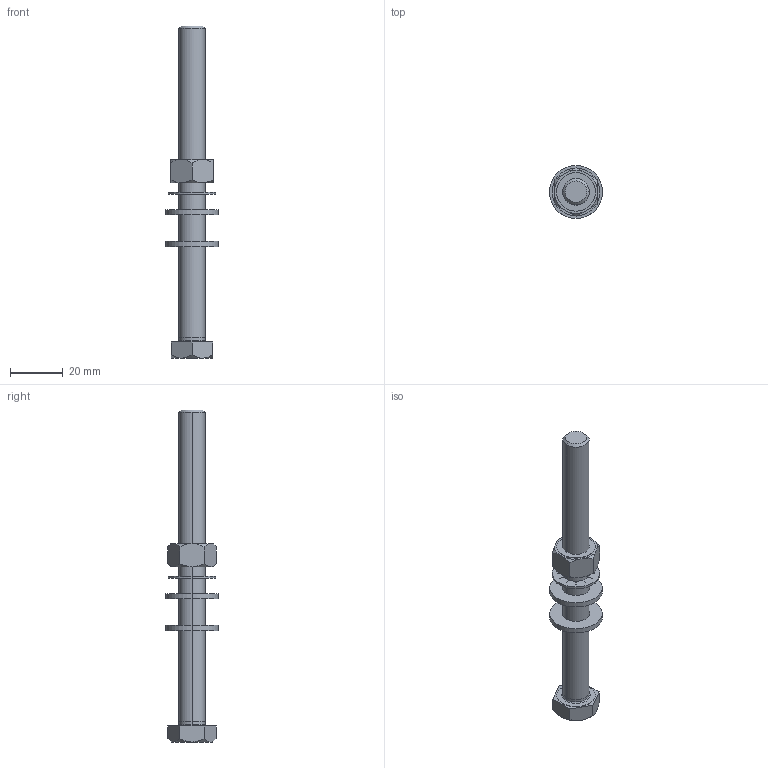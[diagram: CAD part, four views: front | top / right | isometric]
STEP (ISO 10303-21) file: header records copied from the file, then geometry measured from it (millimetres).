
FILE_DESCRIPTION((''),'2;1');
FILE_NAME('3160793_ASM','2013-02-14T',('AndreasKeweloh'),(''),'PRO/ENGINEER BY PARAMETRIC TECHNOLOGY CORPORATION, 2012360','PRO/ENGINEER BY PARAMETRIC TECHNOLOGY CORPORATION, 2012360','');
FILE_SCHEMA(('CONFIG_CONTROL_DESIGN'));
Length unit declared in the file: millimetre
Products named in the file (5): DEI4017_A_100_100_88; DEI7089_100_ST; D6798_J_105_ST; DEI4032_MT_100_8; 3160793_ASM
Assembly tree (5 placements, depth 2):
  3160793_ASM
    DEI4017_A_100_100_88
    DEI7089_100_ST  x2
    D6798_J_105_ST
    DEI4032_MT_100_8
Bounding box: 20 x 20 x 125.52 mm (x, y, z)
Volume: 13164.1 mm3; surface area: 10547.9 mm2
Topology: 5 solids, 7 shells, 122 faces, 306 edges, 198 vertices
Faces by surface type: plane 62, cylinder 34, cone 24, torus 2
Entity records: 3767 total; most frequent: CARTESIAN_POINT 800, DIRECTION 608, ORIENTED_EDGE 580, EDGE_CURVE 294, AXIS2_PLACEMENT_3D 220, VERTEX_POINT 190, VECTOR 168, LINE 168
